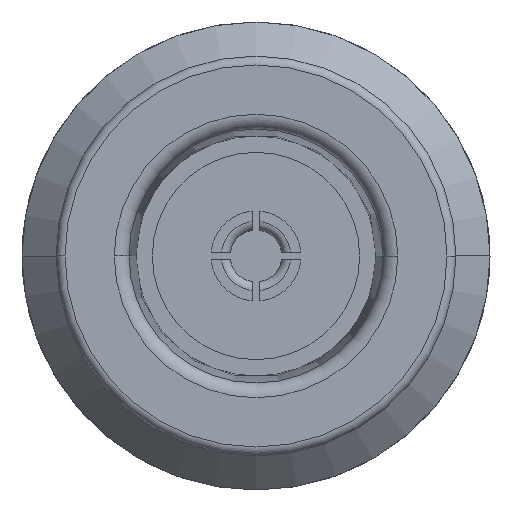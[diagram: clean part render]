
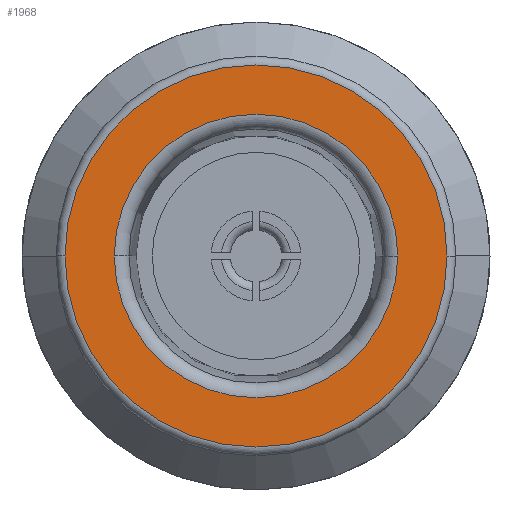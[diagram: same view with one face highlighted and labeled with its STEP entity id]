
A CAD part, left-side view. The second image highlights one B-rep face of the part: STEP entity #1968.
In plain terms, the highlighted planar face has unit normal (-1, 0, 0).
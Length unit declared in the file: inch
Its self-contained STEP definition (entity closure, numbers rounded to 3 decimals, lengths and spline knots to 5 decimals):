
#120 = DIRECTION ( 'NONE',  ( 0., -1., 0. ) ) ;
#135 = ORIENTED_EDGE ( 'NONE', *, *, #1497, .T. ) ;
#188 = ORIENTED_EDGE ( 'NONE', *, *, #1623, .T. ) ;
#280 = VERTEX_POINT ( 'NONE', #2390 ) ;
#361 = DIRECTION ( 'NONE',  ( 0., -1., 0. ) ) ;
#433 = DIRECTION ( 'NONE',  ( -1., 0., 0. ) ) ;
#528 = DIRECTION ( 'NONE',  ( 1., 0., 0. ) ) ;
#538 = ORIENTED_EDGE ( 'NONE', *, *, #2241, .T. ) ;
#579 = EDGE_LOOP ( 'NONE', ( #135, #2074 ) ) ;
#650 = AXIS2_PLACEMENT_3D ( 'NONE', #1880, #2519, #1432 ) ;
#689 = FACE_OUTER_BOUND ( 'NONE', #579, .T. ) ;
#736 = VERTEX_POINT ( 'NONE', #2236 ) ;
#824 = EDGE_LOOP ( 'NONE', ( #188, #538 ) ) ;
#939 = DIRECTION ( 'NONE',  ( -1., 0., 0. ) ) ;
#1032 = CIRCLE ( 'NONE', #1918, 0.18841 ) ;
#1345 = CIRCLE ( 'NONE', #650, 0.18841 ) ;
#1380 = DIRECTION ( 'NONE',  ( 0., -1., 0. ) ) ;
#1432 = DIRECTION ( 'NONE',  ( 0., -1., 0. ) ) ;
#1441 = CARTESIAN_POINT ( 'NONE',  ( 0., 0., 0. ) ) ;
#1497 = EDGE_CURVE ( 'NONE', #1931, #736, #2023, .T. ) ;
#1623 = EDGE_CURVE ( 'NONE', #280, #2098, #1345, .T. ) ;
#1785 = CARTESIAN_POINT ( 'NONE',  ( 0., 0.18841, 0. ) ) ;
#1847 = CIRCLE ( 'NONE', #2647, 0.25394 ) ;
#1880 = CARTESIAN_POINT ( 'NONE',  ( 0., 0., 0. ) ) ;
#1918 = AXIS2_PLACEMENT_3D ( 'NONE', #2049, #528, #120 ) ;
#1931 = VERTEX_POINT ( 'NONE', #2536 ) ;
#1941 = DIRECTION ( 'NONE',  ( 0., 0., 1. ) ) ;
#1968 = ADVANCED_FACE ( 'NONE', ( #689, #2055 ), #2576, .T. ) ;
#2023 = CIRCLE ( 'NONE', #2361, 0.25394 ) ;
#2049 = CARTESIAN_POINT ( 'NONE',  ( 0., 0., 0. ) ) ;
#2055 = FACE_BOUND ( 'NONE', #824, .T. ) ;
#2074 = ORIENTED_EDGE ( 'NONE', *, *, #2727, .T. ) ;
#2098 = VERTEX_POINT ( 'NONE', #1785 ) ;
#2166 = CARTESIAN_POINT ( 'NONE',  ( 0., 0.16929, 0. ) ) ;
#2190 = AXIS2_PLACEMENT_3D ( 'NONE', #2166, #433, #1941 ) ;
#2236 = CARTESIAN_POINT ( 'NONE',  ( 0., 0.25394, 0. ) ) ;
#2241 = EDGE_CURVE ( 'NONE', #2098, #280, #1032, .T. ) ;
#2246 = CARTESIAN_POINT ( 'NONE',  ( 0., 0., 0. ) ) ;
#2361 = AXIS2_PLACEMENT_3D ( 'NONE', #2246, #939, #1380 ) ;
#2390 = CARTESIAN_POINT ( 'NONE',  ( 0., -0.18841, 0. ) ) ;
#2519 = DIRECTION ( 'NONE',  ( 1., 0., 0. ) ) ;
#2536 = CARTESIAN_POINT ( 'NONE',  ( 0., -0.25394, 0. ) ) ;
#2576 = PLANE ( 'NONE',  #2190 ) ;
#2647 = AXIS2_PLACEMENT_3D ( 'NONE', #1441, #2759, #361 ) ;
#2727 = EDGE_CURVE ( 'NONE', #736, #1931, #1847, .T. ) ;
#2759 = DIRECTION ( 'NONE',  ( -1., 0., 0. ) ) ;
